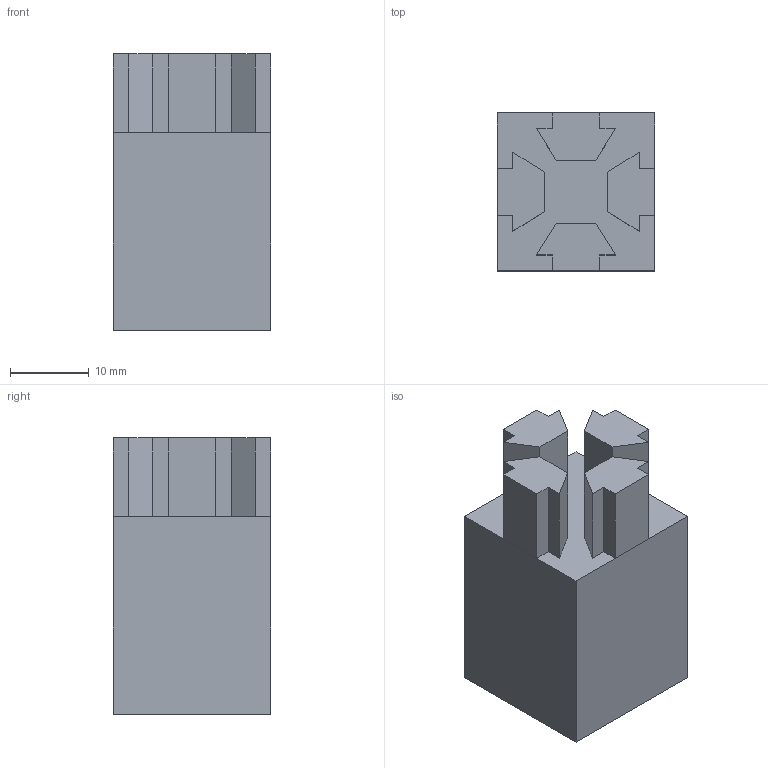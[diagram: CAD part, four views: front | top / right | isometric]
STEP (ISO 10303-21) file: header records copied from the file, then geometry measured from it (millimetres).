
FILE_DESCRIPTION(('FreeCAD Model'),'2;1');
FILE_NAME('Open CASCADE Shape Model','2023-11-01T13:08:41',(''),(''), 'Open CASCADE STEP processor 7.6','FreeCAD','Unknown');
FILE_SCHEMA(('AUTOMOTIVE_DESIGN { 1 0 10303 214 1 1 1 1 }'));
Length unit declared in the file: millimetre
Products named in the file (1): Body
Bounding box: 20 x 20 x 35 mm (x, y, z)
Volume: 11680 mm3; surface area: 3937.4 mm2
Topology: 1 solids, 1 shells, 42 faces, 112 edges, 72 vertices
Faces by surface type: plane 42
Entity records: 1294 total; most frequent: CARTESIAN_POINT 227, ORIENTED_EDGE 224, DIRECTION 198, EDGE_CURVE 112, LINE 112, VECTOR 112, VERTEX_POINT 72, AXIS2_PLACEMENT_3D 43
